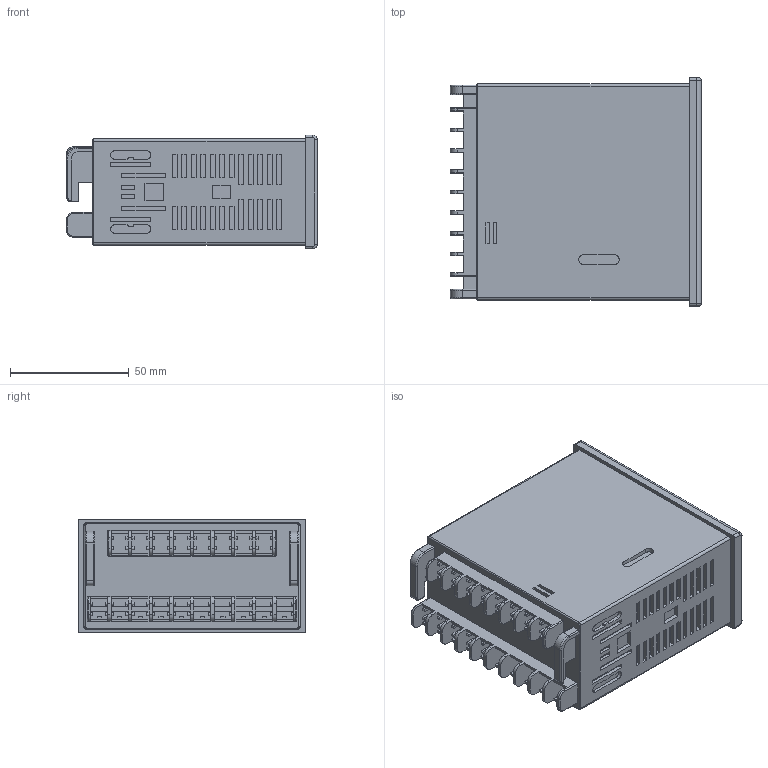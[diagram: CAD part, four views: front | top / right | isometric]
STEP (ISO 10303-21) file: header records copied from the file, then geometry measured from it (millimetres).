
FILE_DESCRIPTION(('STEP AP214'),'1');
FILE_NAME('WM3.stp','2023-11-28T23:09:16',(' '),(' '),'Spatial InterOp 3D',' ',' ');
FILE_SCHEMA(('automotive_design'));
Length unit declared in the file: millimetre
Products named in the file (1): CASE
Bounding box: 105.8 x 96 x 48 mm (x, y, z)
Volume: 389052.4 mm3; surface area: 48140.2 mm2
Topology: 1 solids, 1 shells, 1049 faces, 2856 edges, 1884 vertices
Faces by surface type: plane 833, cylinder 180, torus 24, cone 8, bspline 4
Full cylindrical faces by diameter (mm): 9.22 x4
Entity records: 41088 total; most frequent: CARTESIAN_POINT 5890, ORIENTED_EDGE 5664, DIRECTION 5322, EDGE_CURVE 2832, LINE 2418, VECTOR 2418, VERTEX_POINT 1876, AXIS2_PLACEMENT_3D 1452
